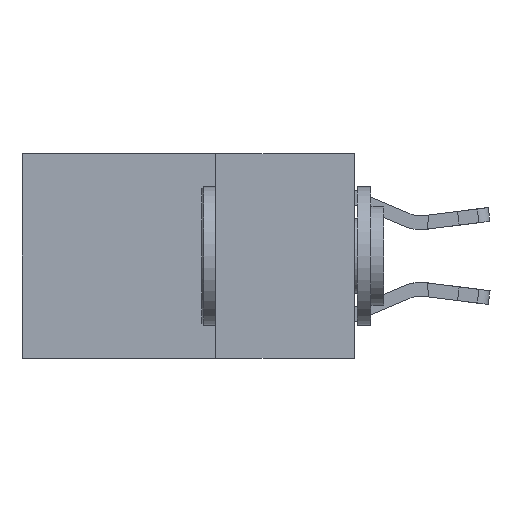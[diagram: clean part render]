
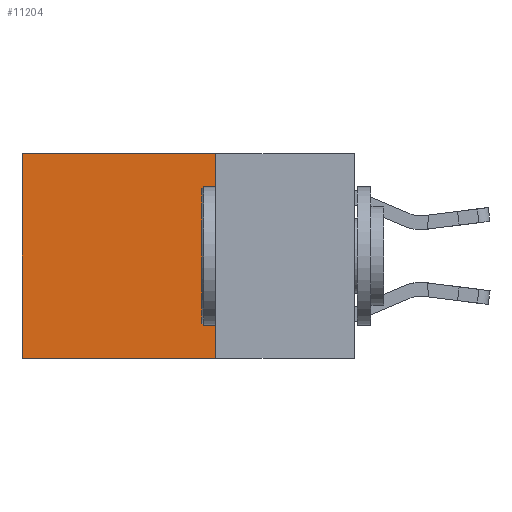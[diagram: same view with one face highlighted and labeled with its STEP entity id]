
A CAD part, left-side view. The second image highlights one B-rep face of the part: STEP entity #11204.
In plain terms, the highlighted planar face has unit normal (-1, 0, 0).
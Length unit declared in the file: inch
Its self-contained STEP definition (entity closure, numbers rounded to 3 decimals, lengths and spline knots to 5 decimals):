
#246 = DIRECTION ( 'NONE',  ( 0., 1., 0. ) ) ;
#299 = DIRECTION ( 'NONE',  ( 0., 0., -1. ) ) ;
#368 = CARTESIAN_POINT ( 'NONE',  ( 0.2625, 0.6, 0. ) ) ;
#1441 = LINE ( 'NONE', #15110, #10999 ) ;
#1479 = CARTESIAN_POINT ( 'NONE',  ( 0.2625, 0.25, 0. ) ) ;
#2216 = VERTEX_POINT ( 'NONE', #2665 ) ;
#2665 = CARTESIAN_POINT ( 'NONE',  ( 0.2625, 0.25, 0. ) ) ;
#3016 = VERTEX_POINT ( 'NONE', #8643 ) ;
#3112 = CARTESIAN_POINT ( 'NONE',  ( 0.2625, 0.25, 0. ) ) ;
#3848 = VECTOR ( 'NONE', #4608, 39.37008 ) ;
#4608 = DIRECTION ( 'NONE',  ( 0., 1., 0. ) ) ;
#5184 = LINE ( 'NONE', #8499, #3848 ) ;
#5644 = DIRECTION ( 'NONE',  ( 0., 0., -1. ) ) ;
#7437 = ORIENTED_EDGE ( 'NONE', *, *, #12511, .T. ) ;
#7486 = VERTEX_POINT ( 'NONE', #368 ) ;
#7794 = AXIS2_PLACEMENT_3D ( 'NONE', #3112, #13038, #5644 ) ;
#7913 = DIRECTION ( 'NONE',  ( 0., 0., -1. ) ) ;
#8198 = ORIENTED_EDGE ( 'NONE', *, *, #12139, .F. ) ;
#8236 = EDGE_LOOP ( 'NONE', ( #7437, #8198, #8316, #8343 ) ) ;
#8316 = ORIENTED_EDGE ( 'NONE', *, *, #14189, .F. ) ;
#8343 = ORIENTED_EDGE ( 'NONE', *, *, #12398, .T. ) ;
#8499 = CARTESIAN_POINT ( 'NONE',  ( 0.2625, 0.25, -0.37 ) ) ;
#8643 = CARTESIAN_POINT ( 'NONE',  ( 0.2625, 0.25, -0.37 ) ) ;
#8949 = FACE_OUTER_BOUND ( 'NONE', #8236, .T. ) ;
#10296 = CARTESIAN_POINT ( 'NONE',  ( 0.2625, 0.6, -0.37 ) ) ;
#10999 = VECTOR ( 'NONE', #299, 39.37008 ) ;
#11204 = ADVANCED_FACE ( 'NONE', ( #8949 ), #11837, .F. ) ;
#11623 = CARTESIAN_POINT ( 'NONE',  ( 0.2625, 0.6, 0. ) ) ;
#11837 = PLANE ( 'NONE',  #7794 ) ;
#12139 = EDGE_CURVE ( 'NONE', #3016, #15000, #5184, .T. ) ;
#12398 = EDGE_CURVE ( 'NONE', #2216, #7486, #12753, .T. ) ;
#12511 = EDGE_CURVE ( 'NONE', #7486, #15000, #15962, .T. ) ;
#12753 = LINE ( 'NONE', #1479, #14298 ) ;
#12772 = VECTOR ( 'NONE', #7913, 39.37008 ) ;
#13038 = DIRECTION ( 'NONE',  ( 1., 0., 0. ) ) ;
#14189 = EDGE_CURVE ( 'NONE', #2216, #3016, #1441, .T. ) ;
#14298 = VECTOR ( 'NONE', #246, 39.37008 ) ;
#15000 = VERTEX_POINT ( 'NONE', #10296 ) ;
#15110 = CARTESIAN_POINT ( 'NONE',  ( 0.2625, 0.25, 0. ) ) ;
#15962 = LINE ( 'NONE', #11623, #12772 ) ;
